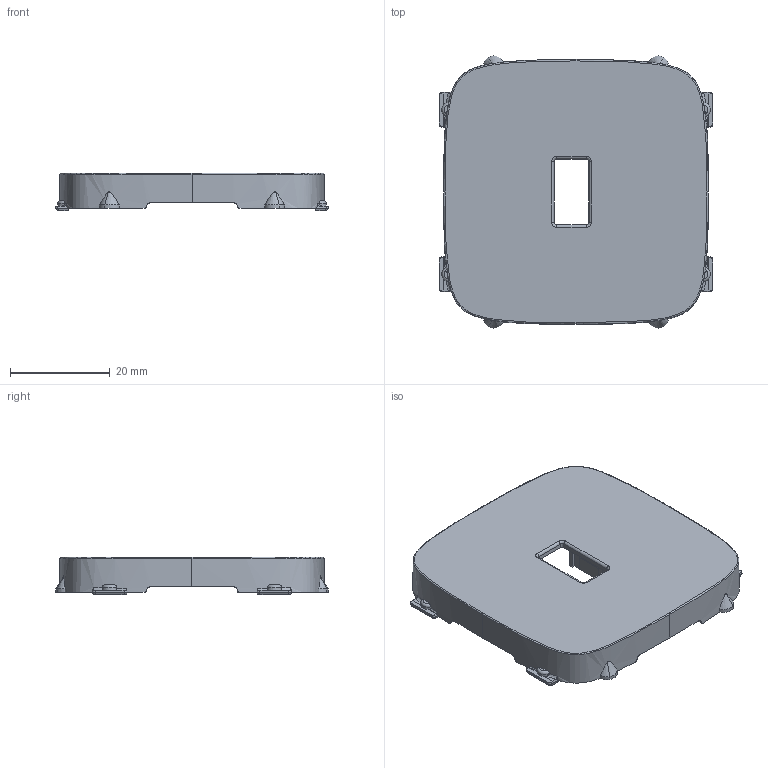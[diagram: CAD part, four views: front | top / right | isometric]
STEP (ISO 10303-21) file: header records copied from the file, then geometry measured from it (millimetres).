
FILE_DESCRIPTION(('CATIA V5 STEP Exchange','CAx-IF Rec.Pracs.--- Model Styling and Organization---1.4--- 2014-01-23'),'2;1');
FILE_NAME('754755_AllCATPart.stp','2020-02-18T10:58:17+00:00',('none'),('none'),'CATIA Version 5-6 Release 2017 SP3','CATIA V5 STEP AP214','none');
FILE_SCHEMA(('AUTOMOTIVE_DESIGN { 1 0 10303 214 1 1 1 1 }'));
Products named in the file (1): 754755_AllCATPart
Bounding box: 54.8 x 54.6 x 7.6 mm (x, y, z)
Volume: 4694.7 mm3; surface area: 7718.5 mm2
Topology: 1 solids, 1 shells, 2820 faces, 8044 edges, 5304 vertices
Faces by surface type: plane 2508, bspline 132, cylinder 99, cone 48, torus 24, sphere 9
Entity records: 100547 total; most frequent: CARTESIAN_POINT 26954, ORIENTED_EDGE 16034, DIRECTION 12277, EDGE_CURVE 8017, VECTOR 7196, LINE 7196, VERTEX_POINT 5304, EDGE_LOOP 2927
